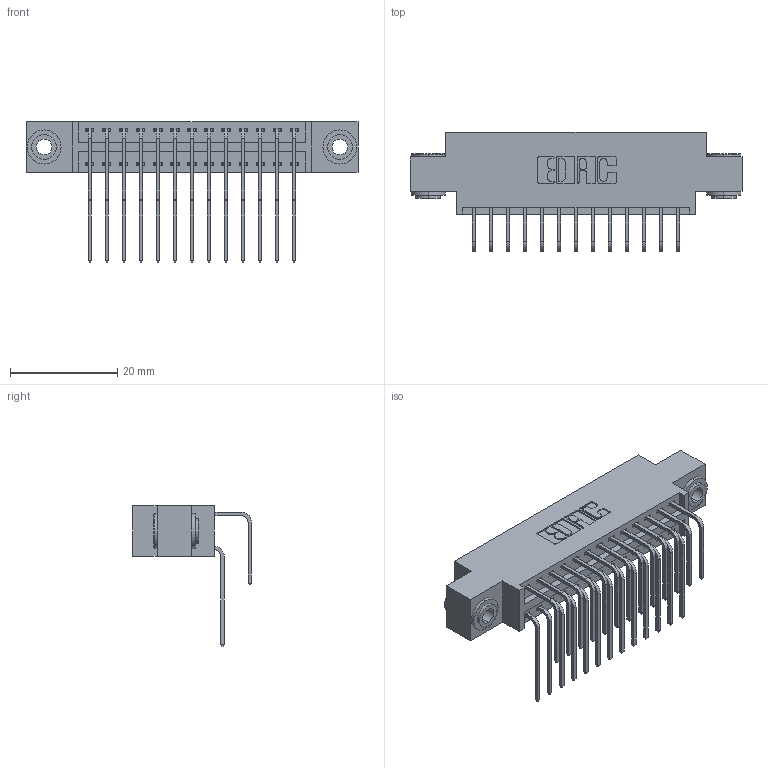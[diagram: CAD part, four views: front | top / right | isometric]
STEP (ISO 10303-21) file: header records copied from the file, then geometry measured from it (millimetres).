
FILE_DESCRIPTION (( 'STEP AP203' ), '1' );
FILE_NAME ('396-026-558-803.STEP', '2019-11-02T15:26:11', ( '' ), ( '' ), 'SwSTEP 2.0', 'SolidWorks 2016', '' );
FILE_SCHEMA (( 'CONFIG_CONTROL_DESIGN' ));
Length unit declared in the file: inch
Products named in the file (5): 346 Part_0.170 Offset - 0.156 Dia-TH; 396-026-558-803; 345-292-001_558 559 Tail - 1; 345-250-002_345-250-002-102; 345-292-001_558 Tail - 2
Assembly tree (29 placements, depth 2):
  396-026-558-803
    346 Part_0.170 Offset - 0.156 Dia-TH
    345-292-001_558 559 Tail - 1  x13
    345-292-001_558 Tail - 2  x13
    345-250-002_345-250-002-102  x2
Bounding box: 61.85 x 22.16 x 26.16 mm (x, y, z)
Volume: 5820.6 mm3; surface area: 8658.3 mm2
Topology: 29 solids, 29 shells, 1568 faces, 4603 edges, 3030 vertices
Faces by surface type: plane 1052, cylinder 508, cone 8
Entity records: 14954 total; most frequent: CARTESIAN_POINT 2534, ORIENTED_EDGE 2410, DIRECTION 2287, EDGE_CURVE 1205, VECTOR 957, LINE 957, VERTEX_POINT 798, AXIS2_PLACEMENT_3D 665
